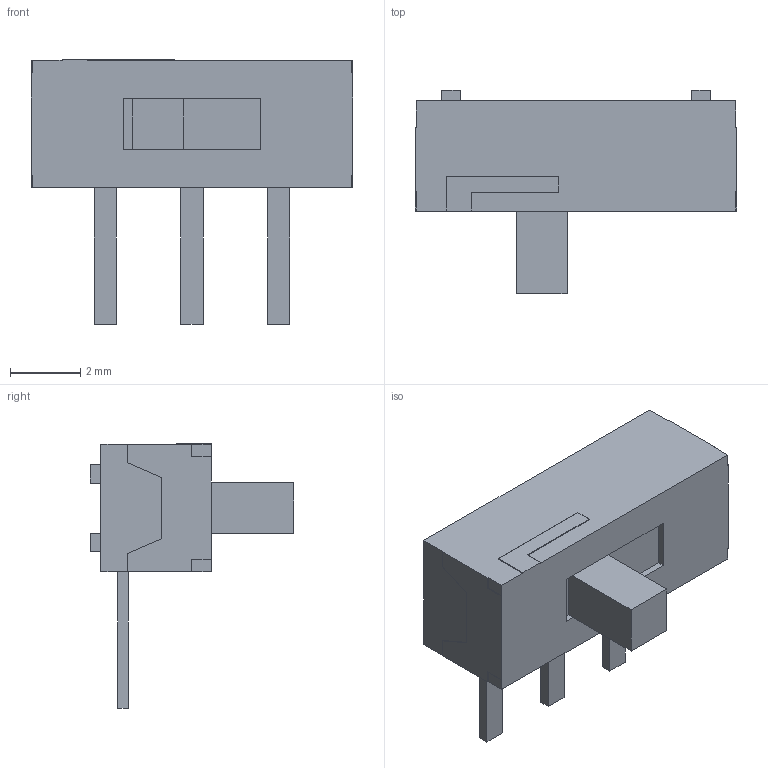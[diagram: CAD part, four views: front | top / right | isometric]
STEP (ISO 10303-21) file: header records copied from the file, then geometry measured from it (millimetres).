
FILE_DESCRIPTION(('STEP AP242'),'1');
FILE_NAME('Selector_Switch_MSS22D18_3pin.stp','2025-05-27T10:03:12',(' '),(' '),'Spatial InterOp 3D',' ',' ');
FILE_SCHEMA(('AP242_MANAGED_MODEL_BASED_3D_ENGINEERING_MIM_LF {1 0 10303 442 1 1 4}'));
Length unit declared in the file: metre
Products named in the file (1): Solid
Bounding box: 9.17 x 5.82 x 7.56 mm (x, y, z)
Volume: 111.4 mm3; surface area: 197.1 mm2
Topology: 1 solids, 21 shells, 258 faces, 621 edges, 414 vertices
Faces by surface type: plane 214, bspline 42, cylinder 2
Entity records: 10058 total; most frequent: CARTESIAN_POINT 3696, ORIENTED_EDGE 1242, DIRECTION 967, EDGE_CURVE 621, LINE 525, VECTOR 525, VERTEX_POINT 414, EDGE_LOOP 279
